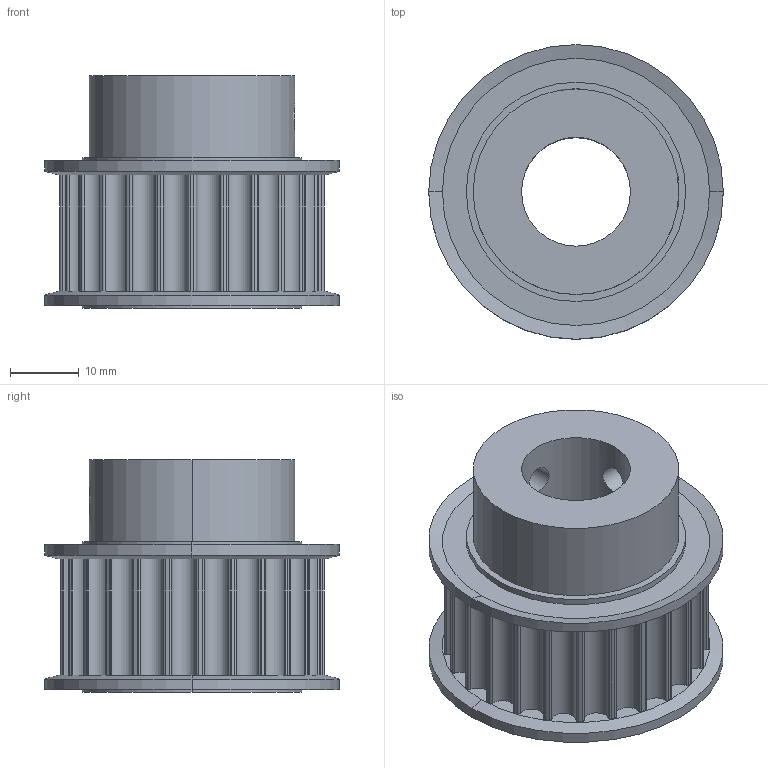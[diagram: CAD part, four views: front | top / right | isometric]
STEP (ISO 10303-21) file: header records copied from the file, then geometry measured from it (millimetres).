
FILE_DESCRIPTION (( 'STEP AP203' ), '1' );
FILE_NAME ('A25-5M15-SS-0625.step', '2023-08-24T19:03:49', ( '' ), ( '' ), 'SwSTEP 2.0', 'SolidWorks 2021', '' );
FILE_SCHEMA (( 'CONFIG_CONTROL_DESIGN' ));
Length unit declared in the file: millimetre
Products named in the file (1): A25-5M15-SS-0625
Bounding box: 43 x 43 x 34 mm (x, y, z)
Volume: 25224.1 mm3; surface area: 11631.4 mm2
Topology: 5 solids, 5 shells, 208 faces, 547 edges, 348 vertices
Faces by surface type: cylinder 149, cone 34, plane 25
Entity records: 6910 total; most frequent: CARTESIAN_POINT 1486, DIRECTION 1243, ORIENTED_EDGE 1086, EDGE_CURVE 543, AXIS2_PLACEMENT_3D 529, VERTEX_POINT 348, CIRCLE 320, EDGE_LOOP 221
